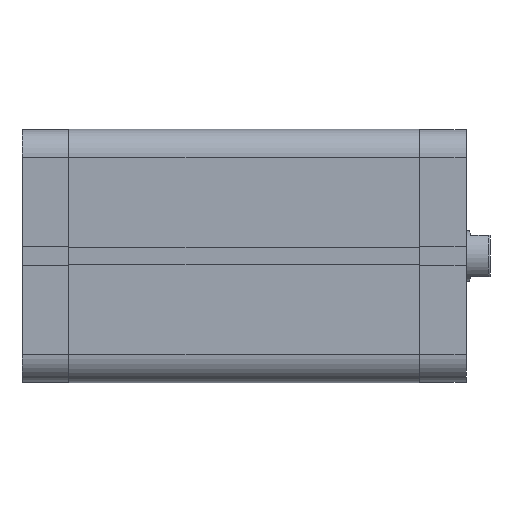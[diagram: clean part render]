
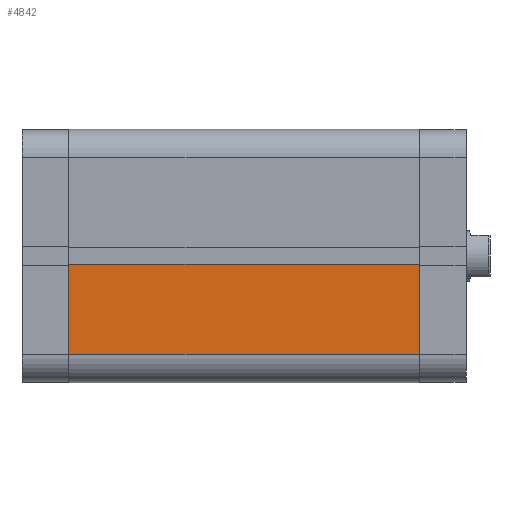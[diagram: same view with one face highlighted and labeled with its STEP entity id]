
A CAD part, front view. The second image highlights one B-rep face of the part: STEP entity #4842.
In plain terms, the highlighted planar face has unit normal (0, -1, 0).
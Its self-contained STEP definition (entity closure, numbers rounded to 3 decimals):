
#804 = EDGE_LOOP ( 'NONE', ( #3531, #3530, #3529, #3528 ) ) ;
#1727 = EDGE_CURVE ( 'NONE', #2617, #2619, #4230, .T. ) ;
#1728 = EDGE_CURVE ( 'NONE', #2622, #2619, #4217, .T. ) ;
#1733 = EDGE_CURVE ( 'NONE', #2621, #2617, #4227, .T. ) ;
#1744 = EDGE_CURVE ( 'NONE', #2621, #2622, #4257, .T. ) ;
#2155 = AXIS2_PLACEMENT_3D ( 'NONE', #6036, #6042, #6043 ) ;
#2617 = VERTEX_POINT ( 'NONE', #5580 ) ;
#2619 = VERTEX_POINT ( 'NONE', #5582 ) ;
#2621 = VERTEX_POINT ( 'NONE', #5584 ) ;
#2622 = VERTEX_POINT ( 'NONE', #5585 ) ;
#3486 = CARTESIAN_POINT ( 'NONE',  ( -2.6, -40., 110.5 ) ) ;
#3490 = CARTESIAN_POINT ( 'NONE',  ( 0., -40., 0. ) ) ;
#3491 = DIRECTION ( 'NONE',  ( 1., 0., 0. ) ) ;
#3493 = DIRECTION ( 'NONE',  ( 0., 0., -1. ) ) ;
#3528 = ORIENTED_EDGE ( 'NONE', *, *, #1733, .T. ) ;
#3529 = ORIENTED_EDGE ( 'NONE', *, *, #1744, .F. ) ;
#3530 = ORIENTED_EDGE ( 'NONE', *, *, #1728, .F. ) ;
#3531 = ORIENTED_EDGE ( 'NONE', *, *, #1727, .T. ) ;
#4217 = LINE ( 'NONE', #3486, #4232 ) ;
#4221 = VECTOR ( 'NONE', #4941, 1000. ) ;
#4227 = LINE ( 'NONE', #4940, #4221 ) ;
#4230 = LINE ( 'NONE', #3490, #4231 ) ;
#4231 = VECTOR ( 'NONE', #3491, 1000. ) ;
#4232 = VECTOR ( 'NONE', #3493, 1000. ) ;
#4257 = LINE ( 'NONE', #4969, #4258 ) ;
#4258 = VECTOR ( 'NONE', #4970, 1000. ) ;
#4842 = ADVANCED_FACE ( 'NONE', ( #6363 ), #6033, .F. ) ;
#4940 = CARTESIAN_POINT ( 'NONE',  ( -31., -40., 110.5 ) ) ;
#4941 = DIRECTION ( 'NONE',  ( 0., 0., -1. ) ) ;
#4969 = CARTESIAN_POINT ( 'NONE',  ( 0., -40., 110.5 ) ) ;
#4970 = DIRECTION ( 'NONE',  ( 1., 0., 0. ) ) ;
#5580 = CARTESIAN_POINT ( 'NONE',  ( -31., -40., 0. ) ) ;
#5582 = CARTESIAN_POINT ( 'NONE',  ( -2.6, -40., 0. ) ) ;
#5584 = CARTESIAN_POINT ( 'NONE',  ( -31., -40., 110.5 ) ) ;
#5585 = CARTESIAN_POINT ( 'NONE',  ( -2.6, -40., 110.5 ) ) ;
#6033 = PLANE ( 'NONE',  #2155 ) ;
#6036 = CARTESIAN_POINT ( 'NONE',  ( 0., -40., 110.5 ) ) ;
#6042 = DIRECTION ( 'NONE',  ( 0., 1., 0. ) ) ;
#6043 = DIRECTION ( 'NONE',  ( 0., 0., 1. ) ) ;
#6363 = FACE_OUTER_BOUND ( 'NONE', #804, .T. ) ;
